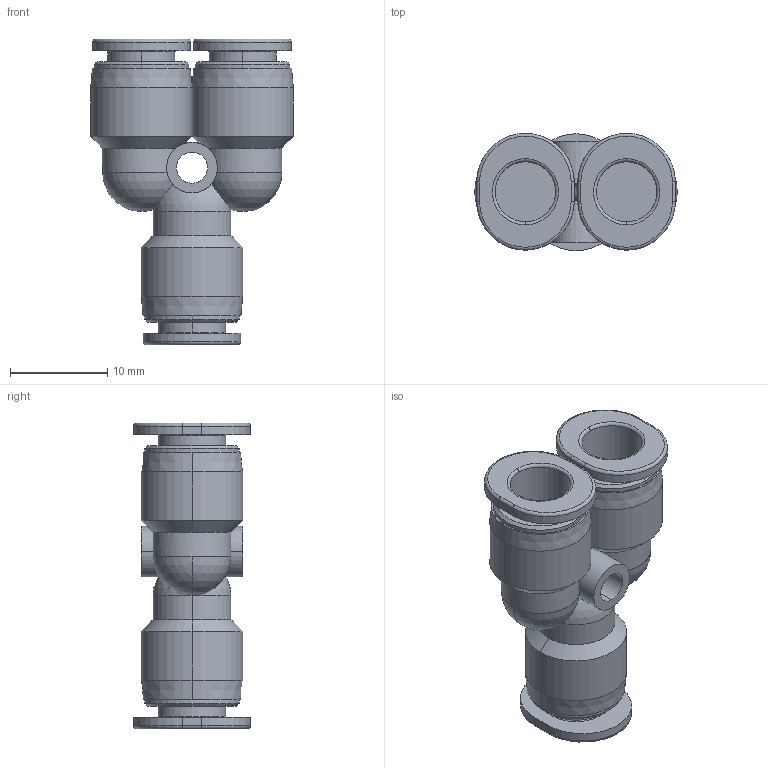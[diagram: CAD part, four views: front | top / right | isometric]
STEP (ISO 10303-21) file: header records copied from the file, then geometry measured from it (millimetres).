
FILE_DESCRIPTION((''),'2;1');
FILE_NAME('PY06C-mdt.stp','2017-07-24T17:04:24',(''),(''),'Mechanical Desktop 2009','Mechanical Desktop 2009',', , ');
FILE_SCHEMA(('CONFIG_CONTROL_DESIGN'));
Length unit declared in the file: millimetre
Products named in the file (3): PY06C-MDTA; PY06C-MDT; COLLAR-L06C
Assembly tree (3 placements, depth 2):
  PY06C-MDTA
    PY06C-MDT
    COLLAR-L06C  x2
Bounding box: 20.8 x 12 x 31.4 mm (x, y, z)
Volume: 2405.7 mm3; surface area: 2913.4 mm2
Topology: 1 solids, 1 shells, 116 faces, 266 edges, 158 vertices
Faces by surface type: cylinder 45, plane 29, cone 18, torus 12, sphere 6, bspline 6
Entity records: 3823 total; most frequent: CARTESIAN_POINT 1018, DIRECTION 632, ORIENTED_EDGE 524, AXIS2_PLACEMENT_3D 274, EDGE_CURVE 262, CIRCLE 160, VERTEX_POINT 158, EDGE_LOOP 130
